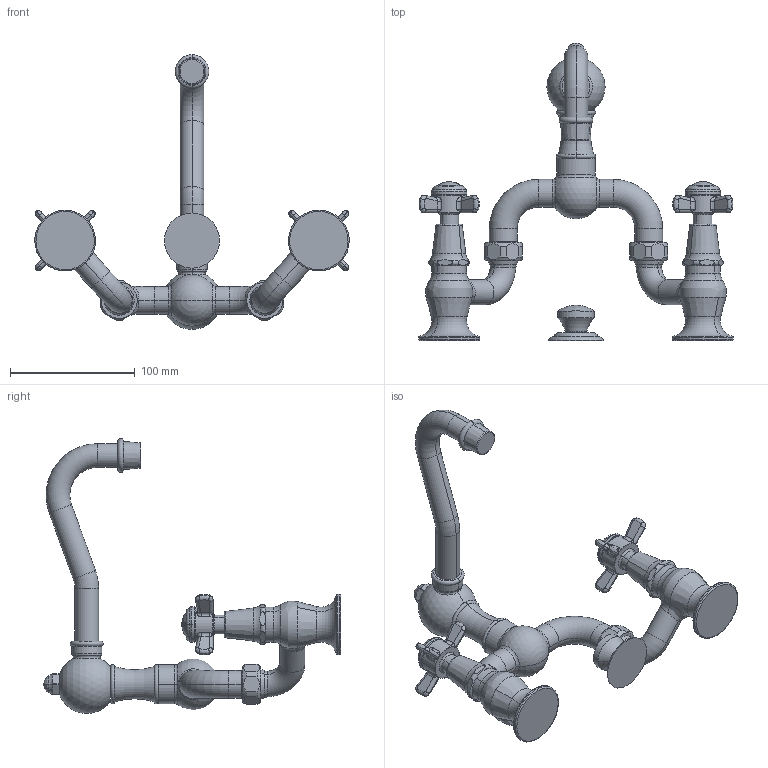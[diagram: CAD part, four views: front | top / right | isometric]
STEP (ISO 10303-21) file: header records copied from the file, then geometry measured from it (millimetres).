
FILE_DESCRIPTION((''),'2;1');
FILE_NAME('1000B','2021-02-19T13:36:55',('rsmith'),(''),'CREO PARAMETRIC BY PTC INC, 2018400','CREO PARAMETRIC BY PTC INC, 2018400','');
FILE_SCHEMA(('AUTOMOTIVE_DESIGN { 1 0 10303 214 1 1 1 1 }'));
Length unit declared in the file: inch
Products named in the file (1): 1000B
Bounding box: 251.86 x 238 x 220.07 mm (x, y, z)
Volume: 498373.6 mm3; surface area: 94542 mm2
Topology: 4 solids, 4 shells, 712 faces, 1748 edges, 1066 vertices
Faces by surface type: cylinder 200, plane 188, torus 130, bspline 118, cone 46, sphere 26, extrusion 4
Entity records: 44276 total; most frequent: CARTESIAN_POINT 17623, ORIENTED_EDGE 3480, DIRECTION 3454, PRESENTATION_STYLE_ASSIGNMENT 2229, STYLED_ITEM 1770, CURVE_STYLE 1740, EDGE_CURVE 1740, AXIS2_PLACEMENT_3D 1527
